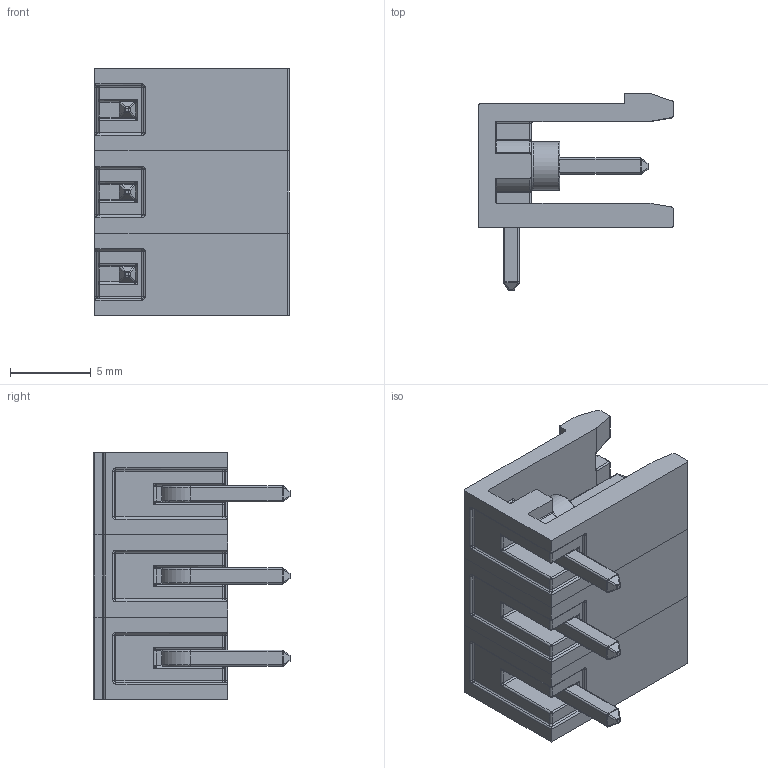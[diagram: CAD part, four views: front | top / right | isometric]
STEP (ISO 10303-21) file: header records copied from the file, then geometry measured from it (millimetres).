
FILE_DESCRIPTION (( 'STEP AP214' ), '1' );
FILE_NAME ('3P.STEP', '2022-10-04T13:00:12', ( '' ), ( '' ), 'SwSTEP 2.0', 'SolidWorks 2022', '' );
FILE_SCHEMA (( 'AUTOMOTIVE_DESIGN' ));
Length unit declared in the file: millimetre
Products named in the file (1): 3P
Bounding box: 12 x 12.2 x 15.24 mm (x, y, z)
Volume: 629.4 mm3; surface area: 1503.8 mm2
Topology: 3 solids, 3 shells, 894 faces, 2091 edges, 1125 vertices
Faces by surface type: cylinder 390, plane 189, sphere 138, torus 120, bspline 54, cone 3
Entity records: 36200 total; most frequent: CARTESIAN_POINT 6514, DIRECTION 4487, ORIENTED_EDGE 4014, EDGE_CURVE 2007, AXIS2_PLACEMENT_3D 1813, VERTEX_POINT 1125, CIRCLE 972, EDGE_LOOP 900
